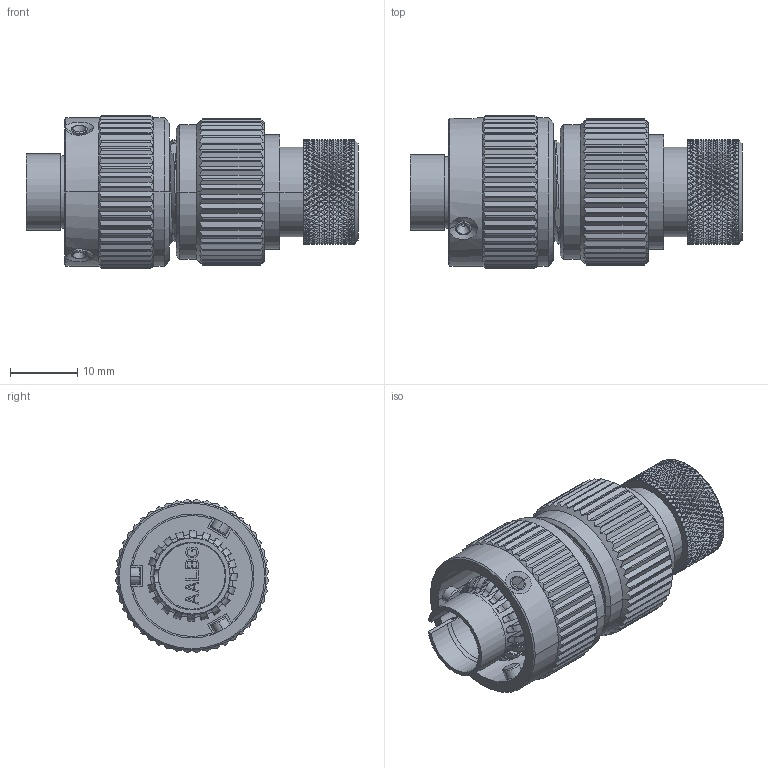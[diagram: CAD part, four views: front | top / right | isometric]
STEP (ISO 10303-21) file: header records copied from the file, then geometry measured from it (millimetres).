
FILE_DESCRIPTION((''),'2;1');
FILE_NAME('VG95234T-10_SW0001','2023-03-28T11:08:29',('paultorloting'),('NET AG system integration'),'CREO PARAMETRIC BY PTC INC, 2021404','CREO PARAMETRIC BY PTC INC, 2021404','');
FILE_SCHEMA(('AUTOMOTIVE_DESIGN { 1 0 10303 214 1 1 1 1 }'));
Products named in the file (1): VG95234T-10_SW0001
Bounding box: 49.3 x 22.73 x 22.73 mm (x, y, z)
Volume: 11071.4 mm3; surface area: 6515.6 mm2
Topology: 1 solids, 1 shells, 4905 faces, 10964 edges, 6107 vertices
Faces by surface type: plane 3608, cylinder 967, bspline 263, cone 56, torus 11
Entity records: 171651 total; most frequent: CARTESIAN_POINT 43290, ORIENTED_EDGE 21916, DIRECTION 16557, EDGE_CURVE 10958, VERTEX_POINT 6107, VECTOR 6048, LINE 6048, AXIS2_PLACEMENT_3D 5253
